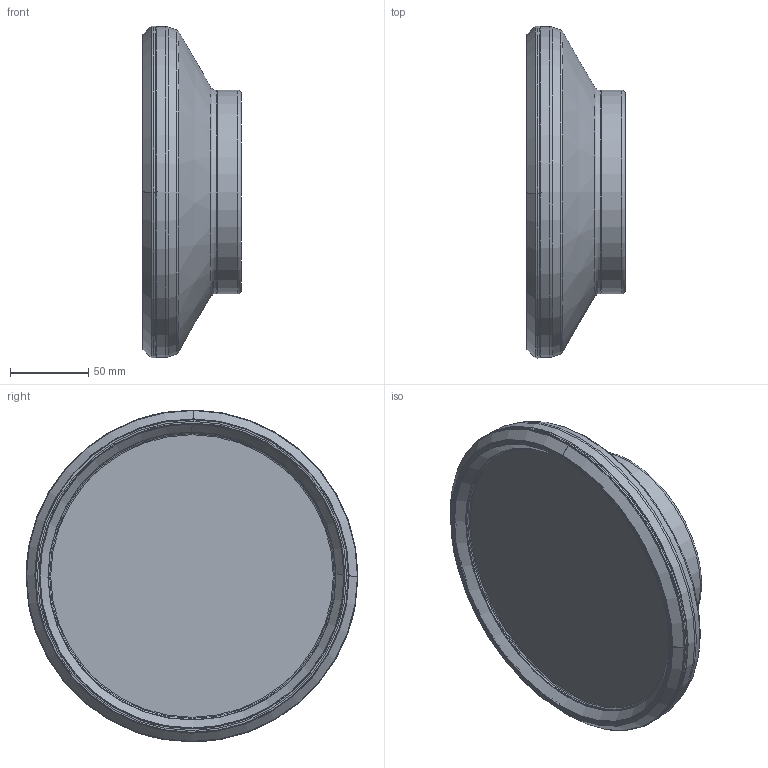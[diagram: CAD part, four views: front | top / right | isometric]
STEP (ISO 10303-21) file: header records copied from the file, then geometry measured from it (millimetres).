
FILE_DESCRIPTION(/* description */ (''),/* implementation_level */ '2;1');
FILE_NAME(/* name */ 'model1.stp',/* time_stamp */ '2023-10-23T14:49:16+03:00',/* author */ (''),/* organization */ (''),/* preprocessor_version */ 'ST-DEVELOPER v19.4',/* originating_system */ 'SIEMENS PLM Software NX2306.3001',/* authorisation */ '');
FILE_SCHEMA (('AUTOMOTIVE_DESIGN { 1 0 10303 214 3 1 1 1 }'));
Length unit declared in the file: millimetre
Products named in the file (1): model1_objects
Bounding box: 63.05 x 211.81 x 211.81 mm (x, y, z)
Volume: 1284364.1 mm3; surface area: 144603.6 mm2
Topology: 2 solids, 3 shells, 139 faces, 275 edges, 138 vertices
Faces by surface type: bspline 120, torus 8, cone 4, cylinder 3, revolution 2, plane 2
Full cylindrical faces by diameter (mm): 129.6 x1, 130 x1, 211 x1
Entity records: 5263 total; most frequent: CARTESIAN_POINT 2672, ORIENTED_EDGE 516, DIRECTION 498, EDGE_CURVE 258, AXIS2_PLACEMENT_3D 228, CIRCLE 178, EDGE_LOOP 156, ADVANCED_FACE 139
